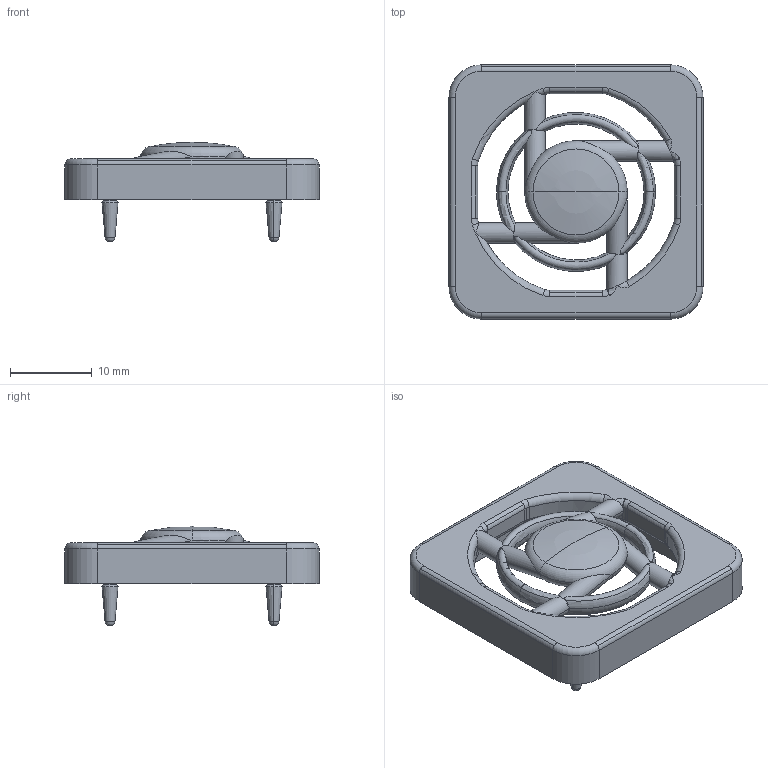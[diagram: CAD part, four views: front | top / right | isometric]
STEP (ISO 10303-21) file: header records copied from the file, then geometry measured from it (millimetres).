
FILE_DESCRIPTION((''),'2;1');
FILE_NAME('SG-25-02.stp','2014-09-02T13:27:10',(''),(''),'Mechanical Desktop.R8.0.24.0','Mechanical Desktop.R8.0.24.0',', , ');
FILE_SCHEMA(('CONFIG_CONTROL_DESIGN'));
Length unit declared in the file: millimetre
Products named in the file (2): SG-25-02A; SG-25-02
Assembly tree (1 placements, depth 2):
  SG-25-02A
    SG-25-02
Bounding box: 31 x 31 x 12.1 mm (x, y, z)
Volume: 2626.7 mm3; surface area: 2804.3 mm2
Topology: 1 solids, 1 shells, 416 faces, 1142 edges, 715 vertices
Faces by surface type: bspline 163, cylinder 92, torus 78, plane 65, cone 16, sphere 2
Entity records: 16030 total; most frequent: CARTESIAN_POINT 6486, ORIENTED_EDGE 2268, DIRECTION 1551, EDGE_CURVE 1134, VERTEX_POINT 715, AXIS2_PLACEMENT_3D 586, EDGE_LOOP 427, B_SPLINE_CURVE_WITH_KNOTS 424
